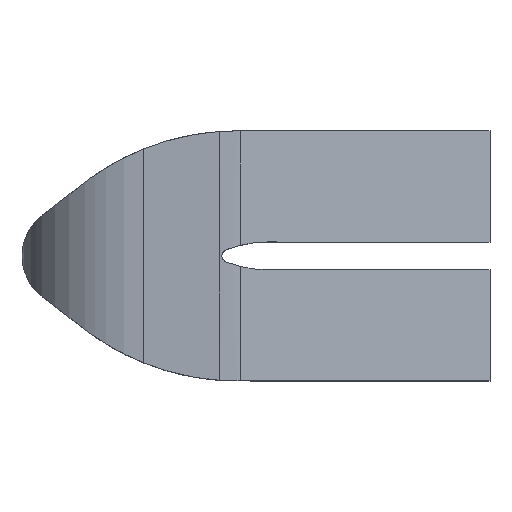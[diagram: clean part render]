
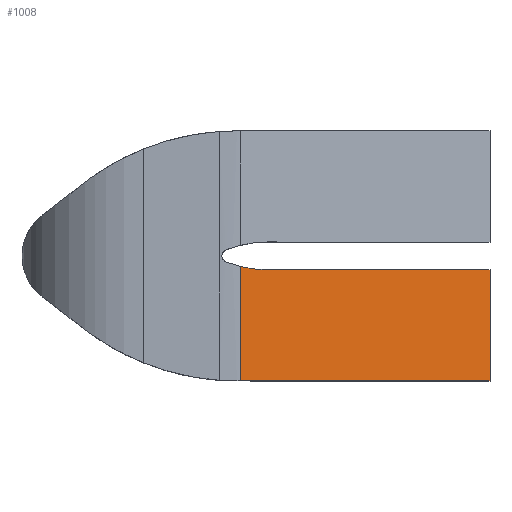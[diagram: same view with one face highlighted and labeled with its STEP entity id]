
A CAD part, top view. The second image highlights one B-rep face of the part: STEP entity #1008.
In plain terms, the highlighted planar face has unit normal (0.158, 0, 0.987).
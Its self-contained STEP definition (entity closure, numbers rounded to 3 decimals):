
#391=CARTESIAN_POINT('Vertex',(2073.857,-1551.724,2930.223)) ;
#394=CARTESIAN_POINT('Line Origine',(2073.857,0.,2930.223)) ;
#398=CARTESIAN_POINT('Vertex',(2073.857,-130.789,2930.223)) ;
#449=CARTESIAN_POINT('Axis2P3D Location',(2073.857,0.,2930.223)) ;
#642=CARTESIAN_POINT('Line Origine',(3623.135,-1551.724,2681.922)) ;
#646=CARTESIAN_POINT('Vertex',(5172.414,-1551.724,2433.621)) ;
#711=CARTESIAN_POINT('Control Point',(2073.857,-130.789,2930.223)) ;
#712=CARTESIAN_POINT('Control Point',(2156.264,-151.507,2917.016)) ;
#713=CARTESIAN_POINT('Control Point',(2240.333,-165.445,2903.542)) ;
#714=CARTESIAN_POINT('Control Point',(2325.242,-172.414,2889.934)) ;
#715=CARTESIAN_POINT('Control Point',(2410.15,-172.414,2876.325)) ;
#716=CARTESIAN_POINT('Vertex',(2410.15,-172.414,2876.325)) ;
#989=CARTESIAN_POINT('Line Origine',(3791.282,-172.414,2654.973)) ;
#993=CARTESIAN_POINT('Vertex',(5172.414,-172.414,2433.621)) ;
#996=CARTESIAN_POINT('Line Origine',(5172.414,-862.069,2433.621)) ;
#395=DIRECTION('Vector Direction',(0.,-1.,0.)) ;
#450=DIRECTION('Axis2P3D Direction',(-0.158,0.,-0.987)) ;
#451=DIRECTION('Axis2P3D XDirection',(0.987,0.,-0.158)) ;
#643=DIRECTION('Vector Direction',(0.987,0.,-0.158)) ;
#990=DIRECTION('Vector Direction',(0.987,0.,-0.158)) ;
#997=DIRECTION('Vector Direction',(0.,-1.,0.)) ;
#452=AXIS2_PLACEMENT_3D('Plane Axis2P3D',#449,#450,#451) ;
#1002=ORIENTED_EDGE('',*,*,#995,.T.) ;
#1003=ORIENTED_EDGE('',*,*,#718,.T.) ;
#1004=ORIENTED_EDGE('',*,*,#400,.T.) ;
#1005=ORIENTED_EDGE('',*,*,#648,.T.) ;
#1006=ORIENTED_EDGE('',*,*,#1000,.F.) ;
#396=VECTOR('Line Direction',#395,1.) ;
#644=VECTOR('Line Direction',#643,1.) ;
#991=VECTOR('Line Direction',#990,1.) ;
#998=VECTOR('Line Direction',#997,1.) ;
#1008=ADVANCED_FACE('salome-dt',(#1007),#453,.F.) ;
#710=B_SPLINE_CURVE_WITH_KNOTS('',4,(#711,#712,#713,#714,#715),.UNSPECIFIED.,.F.,.U.,(5,5),(0.,486.442),.UNSPECIFIED.) ;
#400=EDGE_CURVE('',#399,#392,#397,.T.) ;
#648=EDGE_CURVE('',#392,#647,#645,.T.) ;
#718=EDGE_CURVE('',#717,#399,#710,.F.) ;
#995=EDGE_CURVE('',#994,#717,#992,.F.) ;
#1000=EDGE_CURVE('',#994,#647,#999,.T.) ;
#1001=EDGE_LOOP('',(#1002,#1003,#1004,#1005,#1006)) ;
#1007=FACE_OUTER_BOUND('',#1001,.T.) ;
#397=LINE('Line',#394,#396) ;
#645=LINE('Line',#642,#644) ;
#992=LINE('Line',#989,#991) ;
#999=LINE('Line',#996,#998) ;
#453=PLANE('Plane',#452) ;
#392=VERTEX_POINT('',#391) ;
#399=VERTEX_POINT('',#398) ;
#647=VERTEX_POINT('',#646) ;
#717=VERTEX_POINT('',#716) ;
#994=VERTEX_POINT('',#993) ;
